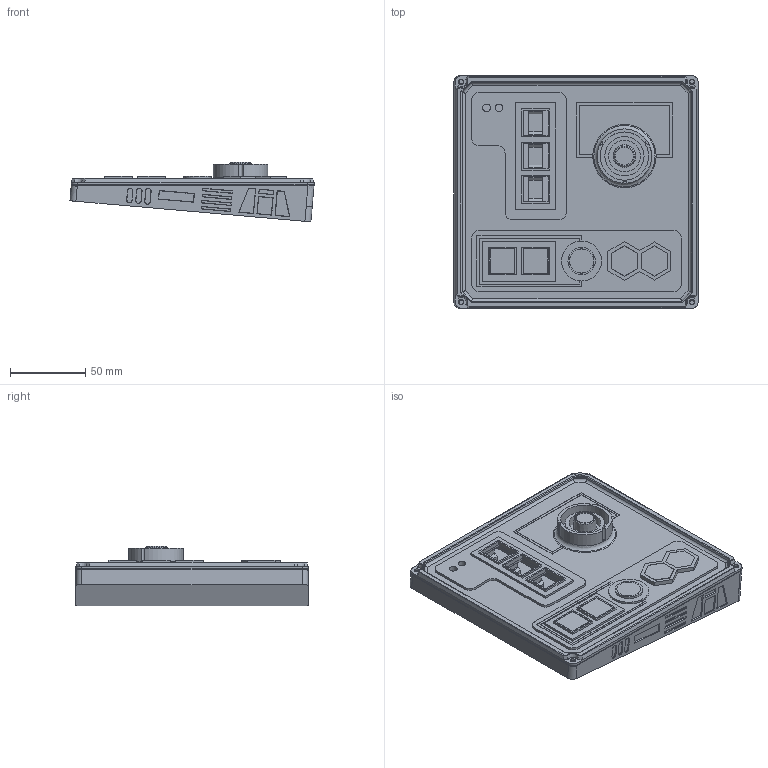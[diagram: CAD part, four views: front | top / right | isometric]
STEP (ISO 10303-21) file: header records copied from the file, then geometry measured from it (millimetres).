
FILE_DESCRIPTION(/* description */ (''),/* implementation_level */ '2;1');
FILE_NAME(/* name */ 'Star Wars panel v122.step',/* time_stamp */ '2020-11-08T10:33:16+01:00',/* author */ (''),/* organization */ (''),/* preprocessor_version */ 'ST-DEVELOPER v18.1',/* originating_system */ 'Autodesk Translation Framework v9.3.0.1241',/* authorisation */ '');
FILE_SCHEMA (('AUTOMOTIVE_DESIGN { 1 0 10303 214 3 1 1 }'));
Length unit declared in the file: millimetre
Products named in the file (1): Star Wars panel
Bounding box: 161.76 x 154 x 39.53 mm (x, y, z)
Volume: 179510.6 mm3; surface area: 163601.1 mm2
Topology: 18 solids, 18 shells, 632 faces, 1607 edges, 1051 vertices
Faces by surface type: plane 501, cylinder 90, cone 24, bspline 12, torus 5
Full cylindrical faces by diameter (mm): 2.9 x5, 3.5 x5, 5.15 x2, 12 x1, 15.1 x2, 16 x1, 16.1 x2, 18.1 x2, 18.3 x1, 21 x2, 26 x1, 26.5 x1, 32 x1
Entity records: 19615 total; most frequent: CARTESIAN_POINT 4007, ORIENTED_EDGE 3210, DIRECTION 3040, EDGE_CURVE 1605, LINE 1372, VECTOR 1372, VERTEX_POINT 1051, AXIS2_PLACEMENT_3D 834
